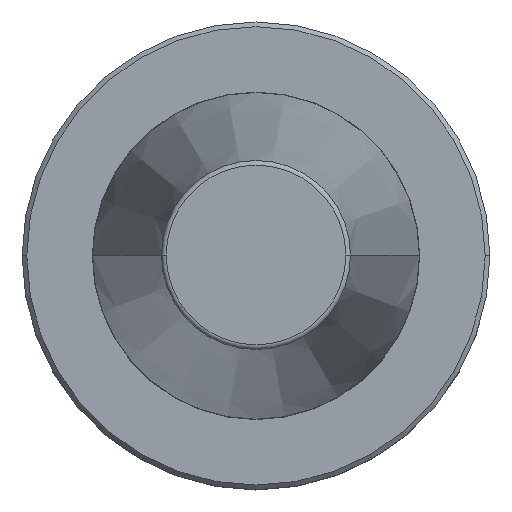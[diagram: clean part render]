
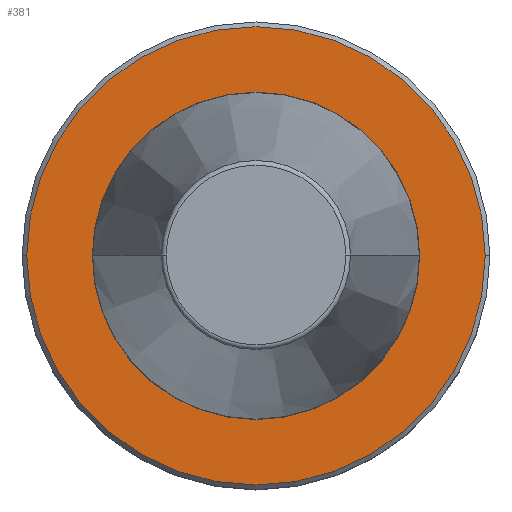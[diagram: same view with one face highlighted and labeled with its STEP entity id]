
A CAD part, top view. The second image highlights one B-rep face of the part: STEP entity #381.
In plain terms, the highlighted planar face has unit normal (0, 0, 1).
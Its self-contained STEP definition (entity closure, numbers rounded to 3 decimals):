
#58 = ORIENTED_EDGE ( 'NONE', *, *, #500, .F. ) ;
#110 = CIRCLE ( 'NONE', #124, 35. ) ;
#118 = ORIENTED_EDGE ( 'NONE', *, *, #1361, .F. ) ;
#124 = AXIS2_PLACEMENT_3D ( 'NONE', #1484, #1268, #157 ) ;
#130 = CARTESIAN_POINT ( 'NONE',  ( 35., 0., -3. ) ) ;
#157 = DIRECTION ( 'NONE',  ( 1., 0., 0. ) ) ;
#170 = DIRECTION ( 'NONE',  ( 0., 0., 1. ) ) ;
#186 = CARTESIAN_POINT ( 'NONE',  ( 0., 0., -3. ) ) ;
#211 = VERTEX_POINT ( 'NONE', #652 ) ;
#255 = AXIS2_PLACEMENT_3D ( 'NONE', #186, #319, #1080 ) ;
#272 = DIRECTION ( 'NONE',  ( 0., 0., -1. ) ) ;
#288 = DIRECTION ( 'NONE',  ( -1., 0., 0. ) ) ;
#306 = CARTESIAN_POINT ( 'NONE',  ( 49., 0., -3. ) ) ;
#319 = DIRECTION ( 'NONE',  ( 0., 0., 1. ) ) ;
#369 = ORIENTED_EDGE ( 'NONE', *, *, #1431, .T. ) ;
#381 = ADVANCED_FACE ( 'NONE', ( #1274, #1580 ), #1071, .F. ) ;
#456 = DIRECTION ( 'NONE',  ( 1., 0., 0. ) ) ;
#500 = EDGE_CURVE ( 'NONE', #633, #211, #506, .T. ) ;
#506 = CIRCLE ( 'NONE', #904, 35. ) ;
#529 = VERTEX_POINT ( 'NONE', #1198 ) ;
#633 = VERTEX_POINT ( 'NONE', #130 ) ;
#637 = CIRCLE ( 'NONE', #707, 49. ) ;
#652 = CARTESIAN_POINT ( 'NONE',  ( -35., 0., -3. ) ) ;
#693 = DIRECTION ( 'NONE',  ( 1., 0., 0. ) ) ;
#707 = AXIS2_PLACEMENT_3D ( 'NONE', #837, #1552, #693 ) ;
#837 = CARTESIAN_POINT ( 'NONE',  ( 0., 0., -3. ) ) ;
#904 = AXIS2_PLACEMENT_3D ( 'NONE', #1442, #170, #456 ) ;
#1057 = AXIS2_PLACEMENT_3D ( 'NONE', #1500, #272, #288 ) ;
#1071 = PLANE ( 'NONE',  #1057 ) ;
#1080 = DIRECTION ( 'NONE',  ( 1., 0., 0. ) ) ;
#1152 = EDGE_LOOP ( 'NONE', ( #369, #1425 ) ) ;
#1198 = CARTESIAN_POINT ( 'NONE',  ( -49., 0., -3. ) ) ;
#1268 = DIRECTION ( 'NONE',  ( 0., 0., 1. ) ) ;
#1274 = FACE_BOUND ( 'NONE', #1329, .T. ) ;
#1318 = VERTEX_POINT ( 'NONE', #306 ) ;
#1329 = EDGE_LOOP ( 'NONE', ( #58, #118 ) ) ;
#1361 = EDGE_CURVE ( 'NONE', #211, #633, #110, .T. ) ;
#1425 = ORIENTED_EDGE ( 'NONE', *, *, #1457, .T. ) ;
#1431 = EDGE_CURVE ( 'NONE', #529, #1318, #637, .T. ) ;
#1442 = CARTESIAN_POINT ( 'NONE',  ( 0., 0., -3. ) ) ;
#1457 = EDGE_CURVE ( 'NONE', #1318, #529, #1620, .T. ) ;
#1484 = CARTESIAN_POINT ( 'NONE',  ( 0., 0., -3. ) ) ;
#1500 = CARTESIAN_POINT ( 'NONE',  ( 0., 49., -3. ) ) ;
#1552 = DIRECTION ( 'NONE',  ( 0., 0., 1. ) ) ;
#1580 = FACE_OUTER_BOUND ( 'NONE', #1152, .T. ) ;
#1620 = CIRCLE ( 'NONE', #255, 49. ) ;
